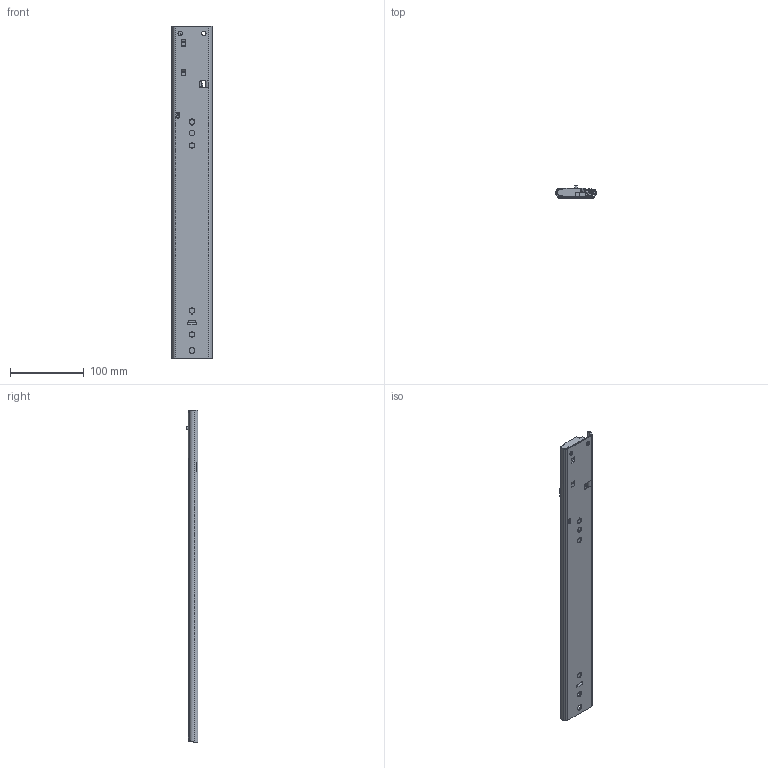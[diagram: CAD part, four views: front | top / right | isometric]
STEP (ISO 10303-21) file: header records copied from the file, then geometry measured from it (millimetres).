
FILE_DESCRIPTION(/* description */ (''),/* implementation_level */ '2;1');
FILE_NAME(/* name */ '103-R94-02-in.stp',/* time_stamp */ '2017-03-21T11:59:48+01:00',/* author */ ('stagece1'),/* organization */ (''),/* preprocessor_version */ 'ST-DEVELOPER v15.6',/* originating_system */ 'Autodesk Inventor 2015',/* authorisation */ '');
FILE_SCHEMA (('AUTOMOTIVE_DESIGN { 1 0 10303 214 3 1 1 }'));
Products named in the file (15): E000017678; E000017679; E000017690; E000017676; E000017687; E000017686; E000017681; E000017689; E000017682; E000017684; E000017685; E000017683; E000017688; Softclose_website; 103-R94-02-in
Assembly tree (64 placements, depth 3):
  103-R94-02-in
    E000017678
    E000017690
      E000017679
    E000017686
      E000017676
      E000017687  x28
    E000017689
      E000017681
    E000017685
      E000017682
      E000017684  x24
    E000017688
      E000017683
    Softclose_website
Bounding box: 55.3 x 16 x 450 mm (x, y, z)
Volume: 144290.6 mm3; surface area: 198294.5 mm2
Topology: 60 solids, 60 shells, 2211 faces, 6109 edges, 4050 vertices
Faces by surface type: cylinder 981, plane 851, sphere 180, torus 95, bspline 57, cone 47
Full cylindrical faces by diameter (mm): 1.5 x1, 2.5 x1, 2.8 x1, 3.8 x1, 4 x2, 4.5 x1, 4.76 x24, 5 x1, 5.56 x28, 5.9 x1, 6 x2, 8 x4, 10.4 x2, 12 x2
Entity records: 73314 total; most frequent: CARTESIAN_POINT 17398, DIRECTION 12060, ORIENTED_EDGE 11288, EDGE_CURVE 5644, AXIS2_PLACEMENT_3D 4314, VERTEX_POINT 3536, LINE 3432, VECTOR 3432
